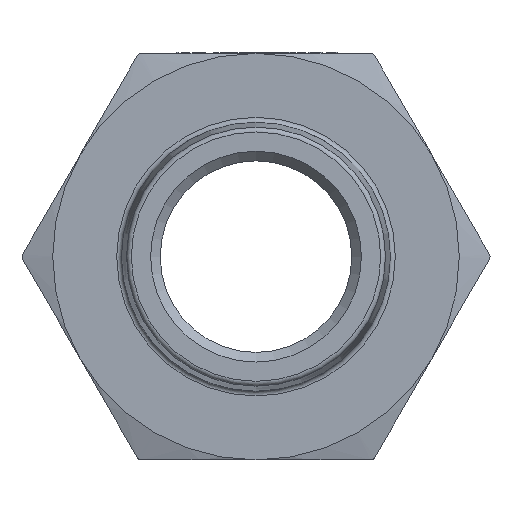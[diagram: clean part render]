
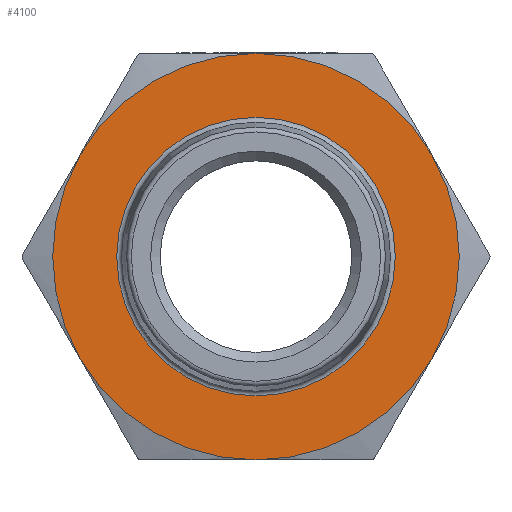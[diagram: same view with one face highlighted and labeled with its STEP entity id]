
A CAD part, left-side view. The second image highlights one B-rep face of the part: STEP entity #4100.
In plain terms, the highlighted planar face has unit normal (-1, 0, 0).
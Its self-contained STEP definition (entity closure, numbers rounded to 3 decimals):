
#671 = DIRECTION ( 'NONE',  ( 0., 0., 1. ) ) ;
#677 = DIRECTION ( 'NONE',  ( -1., 0., 0. ) ) ;
#679 = CARTESIAN_POINT ( 'NONE',  ( -4.65, 0., 0. ) ) ;
#932 = AXIS2_PLACEMENT_3D ( 'NONE', #10688, #10682, #10677 ) ;
#937 = FACE_BOUND ( 'NONE', #12212, .T. ) ;
#942 = FACE_OUTER_BOUND ( 'NONE', #12454, .T. ) ;
#1979 = CIRCLE ( 'NONE', #932, 15.5 ) ;
#2750 = AXIS2_PLACEMENT_3D ( 'NONE', #3146, #3243, #3221 ) ;
#2751 = AXIS2_PLACEMENT_3D ( 'NONE', #3166, #3161, #3116 ) ;
#2752 = AXIS2_PLACEMENT_3D ( 'NONE', #10586, #10749, #3152 ) ;
#2768 = AXIS2_PLACEMENT_3D ( 'NONE', #12868, #12858, #12860 ) ;
#3116 = DIRECTION ( 'NONE',  ( 0., 0., 1. ) ) ;
#3146 = CARTESIAN_POINT ( 'NONE',  ( -4.65, 0., 0. ) ) ;
#3152 = DIRECTION ( 'NONE',  ( 0., 0., 1. ) ) ;
#3161 = DIRECTION ( 'NONE',  ( -1., 0., 0. ) ) ;
#3166 = CARTESIAN_POINT ( 'NONE',  ( -4.65, 0., 0. ) ) ;
#3221 = DIRECTION ( 'NONE',  ( 0., 0., 1. ) ) ;
#3243 = DIRECTION ( 'NONE',  ( -1., 0., 0. ) ) ;
#4100 = ADVANCED_FACE ( 'NONE', ( #942, #937 ), #14165, .F. ) ;
#4318 = EDGE_CURVE ( 'NONE', #12585, #12618, #13506, .T. ) ;
#4438 = EDGE_CURVE ( 'NONE', #12618, #12721, #1979, .T. ) ;
#5569 = CARTESIAN_POINT ( 'NONE',  ( -4.65, 13.423, -7.75 ) ) ;
#5722 = AXIS2_PLACEMENT_3D ( 'NONE', #679, #677, #671 ) ;
#5757 = VERTEX_POINT ( 'NONE', #10151 ) ;
#5777 = CIRCLE ( 'NONE', #8739, 15.5 ) ;
#5791 = CIRCLE ( 'NONE', #2750, 15.5 ) ;
#5935 = CIRCLE ( 'NONE', #2768, 10.619 ) ;
#5950 = CIRCLE ( 'NONE', #2751, 15.5 ) ;
#5951 = CIRCLE ( 'NONE', #2752, 15.5 ) ;
#7247 = ORIENTED_EDGE ( 'NONE', *, *, #15284, .T. ) ;
#7588 = ORIENTED_EDGE ( 'NONE', *, *, #4318, .T. ) ;
#7824 = ORIENTED_EDGE ( 'NONE', *, *, #15297, .T. ) ;
#7947 = ORIENTED_EDGE ( 'NONE', *, *, #15437, .T. ) ;
#8060 = ORIENTED_EDGE ( 'NONE', *, *, #15293, .T. ) ;
#8493 = ORIENTED_EDGE ( 'NONE', *, *, #15356, .F. ) ;
#8567 = ORIENTED_EDGE ( 'NONE', *, *, #4438, .T. ) ;
#8739 = AXIS2_PLACEMENT_3D ( 'NONE', #10038, #9987, #10422 ) ;
#9987 = DIRECTION ( 'NONE',  ( -1., 0., 0. ) ) ;
#10038 = CARTESIAN_POINT ( 'NONE',  ( -4.65, 0., 0. ) ) ;
#10151 = CARTESIAN_POINT ( 'NONE',  ( -4.65, 0., -10.619 ) ) ;
#10422 = DIRECTION ( 'NONE',  ( 0., 0., 1. ) ) ;
#10586 = CARTESIAN_POINT ( 'NONE',  ( -4.65, 0., 0. ) ) ;
#10677 = DIRECTION ( 'NONE',  ( 0., 0., 1. ) ) ;
#10682 = DIRECTION ( 'NONE',  ( -1., 0., 0. ) ) ;
#10688 = CARTESIAN_POINT ( 'NONE',  ( -4.65, 0., 0. ) ) ;
#10749 = DIRECTION ( 'NONE',  ( -1., 0., 0. ) ) ;
#12194 = VERTEX_POINT ( 'NONE', #14281 ) ;
#12212 = EDGE_LOOP ( 'NONE', ( #8493 ) ) ;
#12338 = VERTEX_POINT ( 'NONE', #13974 ) ;
#12384 = VERTEX_POINT ( 'NONE', #13870 ) ;
#12454 = EDGE_LOOP ( 'NONE', ( #8060, #7947, #7824, #7588, #8567, #7247 ) ) ;
#12585 = VERTEX_POINT ( 'NONE', #14301 ) ;
#12618 = VERTEX_POINT ( 'NONE', #14323 ) ;
#12721 = VERTEX_POINT ( 'NONE', #5569 ) ;
#12858 = DIRECTION ( 'NONE',  ( -1., 0., 0. ) ) ;
#12860 = DIRECTION ( 'NONE',  ( 0., 0., -1. ) ) ;
#12868 = CARTESIAN_POINT ( 'NONE',  ( -4.65, 0., 0. ) ) ;
#12976 = AXIS2_PLACEMENT_3D ( 'NONE', #14160, #14159, #14147 ) ;
#13506 = CIRCLE ( 'NONE', #5722, 15.5 ) ;
#13870 = CARTESIAN_POINT ( 'NONE',  ( -4.65, -13.423, -7.75 ) ) ;
#13974 = CARTESIAN_POINT ( 'NONE',  ( -4.65, 0., -15.5 ) ) ;
#14147 = DIRECTION ( 'NONE',  ( 0., 0., -1. ) ) ;
#14159 = DIRECTION ( 'NONE',  ( 1., 0., 0. ) ) ;
#14160 = CARTESIAN_POINT ( 'NONE',  ( -4.65, 0., 0. ) ) ;
#14165 = PLANE ( 'NONE',  #12976 ) ;
#14281 = CARTESIAN_POINT ( 'NONE',  ( -4.65, -13.423, 7.75 ) ) ;
#14301 = CARTESIAN_POINT ( 'NONE',  ( -4.65, 0., 15.5 ) ) ;
#14323 = CARTESIAN_POINT ( 'NONE',  ( -4.65, 13.423, 7.75 ) ) ;
#15284 = EDGE_CURVE ( 'NONE', #12721, #12338, #5951, .T. ) ;
#15293 = EDGE_CURVE ( 'NONE', #12338, #12384, #5791, .T. ) ;
#15297 = EDGE_CURVE ( 'NONE', #12194, #12585, #5950, .T. ) ;
#15356 = EDGE_CURVE ( 'NONE', #5757, #5757, #5935, .T. ) ;
#15437 = EDGE_CURVE ( 'NONE', #12384, #12194, #5777, .T. ) ;
